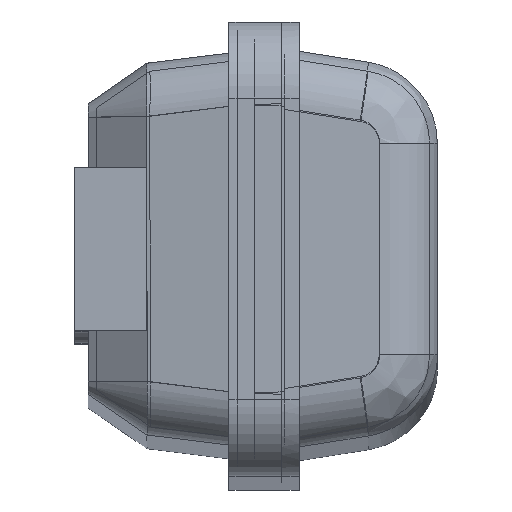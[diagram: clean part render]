
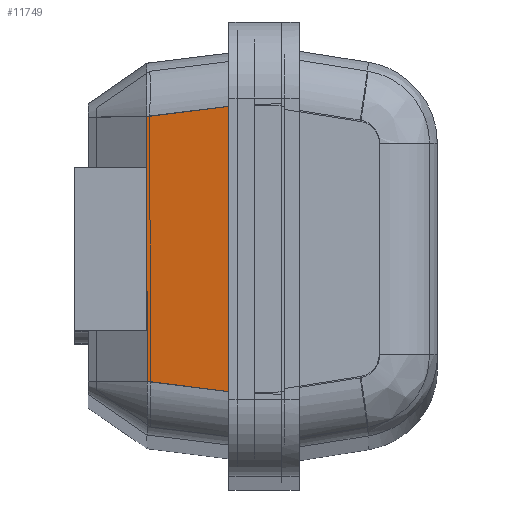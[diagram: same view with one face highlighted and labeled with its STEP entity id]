
A CAD part, top view. The second image highlights one B-rep face of the part: STEP entity #11749.
In plain terms, the highlighted free-form (B-spline) face has degree [3, 1] with [12, 3] control points.
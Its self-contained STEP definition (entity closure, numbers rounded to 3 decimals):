
#149 = CARTESIAN_POINT ( 'NONE',  ( 28.107, -785.674, -30.2 ) ) ;
#209 = CARTESIAN_POINT ( 'NONE',  ( 28.111, -785.864, -31.747 ) ) ;
#266 = CARTESIAN_POINT ( 'NONE',  ( -18.741, -785.864, -31.743 ) ) ;
#450 = ORIENTED_EDGE ( 'NONE', *, *, #6715, .T. ) ;
#530 = CARTESIAN_POINT ( 'NONE',  ( 27.921, -785.674, -30.2 ) ) ;
#569 = CARTESIAN_POINT ( 'NONE',  ( -6.529, -783.702, -14.168 ) ) ;
#732 = CARTESIAN_POINT ( 'NONE',  ( 9.307, -785.674, -30.2 ) ) ;
#771 = CARTESIAN_POINT ( 'NONE',  ( -9.793, -783.702, -14.171 ) ) ;
#993 = CARTESIAN_POINT ( 'NONE',  ( -9.793, -783.702, -14.171 ) ) ;
#1017 = CARTESIAN_POINT ( 'NONE',  ( 25.949, -783.702, -14.137 ) ) ;
#1181 = CARTESIAN_POINT ( 'NONE',  ( 8.65, -783.702, -14.154 ) ) ;
#1192 = CARTESIAN_POINT ( 'NONE',  ( -25.949, -783.702, -14.187 ) ) ;
#1234 = CARTESIAN_POINT ( 'NONE',  ( 28.479, -785.674, -30.2 ) ) ;
#1252 = B_SPLINE_CURVE_WITH_KNOTS ( 'NONE', 3,
 ( #771, #8655, #4727, #6749 ),
 .UNSPECIFIED., .F., .F.,
 ( 4, 4 ),
 ( 0.689, 1. ),
 .UNSPECIFIED. ) ;
#1325 = VERTEX_POINT ( 'NONE', #1192 ) ;
#1730 = CARTESIAN_POINT ( 'NONE',  ( -26.935, -784.688, -22.193 ) ) ;
#2026 = CARTESIAN_POINT ( 'NONE',  ( 27.921, -785.674, -30.2 ) ) ;
#2050 = CARTESIAN_POINT ( 'NONE',  ( 20.57, -783.702, -14.142 ) ) ;
#2052 = VECTOR ( 'NONE', #11609, 1000. ) ;
#2131 = CARTESIAN_POINT ( 'NONE',  ( 25.949, -783.702, -14.137 ) ) ;
#2228 = CARTESIAN_POINT ( 'NONE',  ( 9.37, -785.864, -31.745 ) ) ;
#2484 = B_SPLINE_CURVE_WITH_KNOTS ( 'NONE', 3,
 ( #530, #732, #12578, #3374 ),
 .UNSPECIFIED., .F., .F.,
 ( 4, 4 ),
 ( 0., 1. ),
 .UNSPECIFIED. ) ;
#2568 = EDGE_LOOP ( 'NONE', ( #8474, #7614, #450, #12631, #12355, #3429 ) ) ;
#2706 = LINE ( 'NONE', #1730, #2052 ) ;
#2826 = VECTOR ( 'NONE', #4654, 1000. ) ;
#2897 = EDGE_CURVE ( 'NONE', #8639, #3557, #10614, .T. ) ;
#3180 = CARTESIAN_POINT ( 'NONE',  ( 26.295, -783.702, -14.137 ) ) ;
#3243 = CARTESIAN_POINT ( 'NONE',  ( 28.293, -785.674, -30.2 ) ) ;
#3374 = CARTESIAN_POINT ( 'NONE',  ( -27.921, -785.674, -30.2 ) ) ;
#3429 = ORIENTED_EDGE ( 'NONE', *, *, #2897, .T. ) ;
#3551 = CARTESIAN_POINT ( 'NONE',  ( 3.271, -783.702, -14.159 ) ) ;
#3557 = VERTEX_POINT ( 'NONE', #2131 ) ;
#3715 = B_SPLINE_CURVE_WITH_KNOTS ( 'NONE', 3,
 ( #1017, #2050, #5997, #10023 ),
 .UNSPECIFIED., .F., .F.,
 ( 4, 4 ),
 ( 0., 0.311 ),
 .UNSPECIFIED. ) ;
#3740 = CARTESIAN_POINT ( 'NONE',  ( 6.542, -783.702, -14.156 ) ) ;
#3909 = CARTESIAN_POINT ( 'NONE',  ( -28.486, -785.864, -31.742 ) ) ;
#3972 = CARTESIAN_POINT ( 'NONE',  ( 9.307, -785.674, -30.2 ) ) ;
#4226 = CARTESIAN_POINT ( 'NONE',  ( 25.949, -783.702, -14.137 ) ) ;
#4654 = DIRECTION ( 'NONE',  ( -0.121, 0.121, 0.985 ) ) ;
#4727 = CARTESIAN_POINT ( 'NONE',  ( -20.563, -783.702, -14.182 ) ) ;
#5078 = CARTESIAN_POINT ( 'NONE',  ( -28.298, -785.864, -31.742 ) ) ;
#5138 = CARTESIAN_POINT ( 'NONE',  ( 26.122, -783.702, -14.137 ) ) ;
#5195 = CARTESIAN_POINT ( 'NONE',  ( -17.299, -783.702, -14.179 ) ) ;
#5552 = CARTESIAN_POINT ( 'NONE',  ( -27.921, -785.674, -30.2 ) ) ;
#5721 = B_SPLINE_SURFACE_WITH_KNOTS ( 'NONE', 3, 1, ( 
 ( #9867, #6642, #11844 ),
 ( #8881, #10661, #3909 ),
 ( #11173, #9202, #5078 ),
 ( #6164, #12173, #5910 ),
 ( #5195, #9141, #266 ),
 ( #9932, #10135, #8016 ),
 ( #1181, #3972, #2228 ),
 ( #10991, #12240, #6972 ),
 ( #4226, #2026, #209 ),
 ( #5138, #149, #11115 ),
 ( #3180, #3243, #8946 ),
 ( #10195, #1234, #6105 ) ),
 .UNSPECIFIED., .F., .F., .F.,
 ( 4, 3, 2, 3, 4 ),
 ( 2, 1, 2 ),
 ( -0.01, 0., 0.5, 1., 1.01 ),
 ( 0., 1., 1.096 ),
 .UNSPECIFIED. ) ;
#5910 = CARTESIAN_POINT ( 'NONE',  ( -28.111, -785.864, -31.742 ) ) ;
#5997 = CARTESIAN_POINT ( 'NONE',  ( 15.191, -783.702, -14.147 ) ) ;
#6085 = VERTEX_POINT ( 'NONE', #993 ) ;
#6105 = CARTESIAN_POINT ( 'NONE',  ( 28.673, -785.864, -31.747 ) ) ;
#6164 = CARTESIAN_POINT ( 'NONE',  ( -25.949, -783.702, -14.187 ) ) ;
#6562 = VERTEX_POINT ( 'NONE', #8994 ) ;
#6642 = CARTESIAN_POINT ( 'NONE',  ( -28.479, -785.674, -30.2 ) ) ;
#6715 = EDGE_CURVE ( 'NONE', #6085, #1325, #1252, .T. ) ;
#6749 = CARTESIAN_POINT ( 'NONE',  ( -25.949, -783.702, -14.187 ) ) ;
#6972 = CARTESIAN_POINT ( 'NONE',  ( 18.741, -785.864, -31.746 ) ) ;
#7614 = ORIENTED_EDGE ( 'NONE', *, *, #8381, .F. ) ;
#7757 = B_SPLINE_CURVE_WITH_KNOTS ( 'NONE', 3,
 ( #9520, #569, #11668, #3551, #3740, #11740 ),
 .UNSPECIFIED., .F., .F.,
 ( 4, 2, 4 ),
 ( 0.015, 0.024, 0.034 ),
 .UNSPECIFIED. ) ;
#8016 = CARTESIAN_POINT ( 'NONE',  ( -9.37, -785.864, -31.743 ) ) ;
#8381 = EDGE_CURVE ( 'NONE', #6085, #6562, #7757, .T. ) ;
#8388 = EDGE_CURVE ( 'NONE', #1325, #8462, #2706, .T. ) ;
#8462 = VERTEX_POINT ( 'NONE', #5552 ) ;
#8474 = ORIENTED_EDGE ( 'NONE', *, *, #8796, .T. ) ;
#8639 = VERTEX_POINT ( 'NONE', #10344 ) ;
#8655 = CARTESIAN_POINT ( 'NONE',  ( -15.178, -783.702, -14.176 ) ) ;
#8747 = FACE_OUTER_BOUND ( 'NONE', #2568, .T. ) ;
#8796 = EDGE_CURVE ( 'NONE', #3557, #6562, #3715, .T. ) ;
#8881 = CARTESIAN_POINT ( 'NONE',  ( -26.295, -783.702, -14.187 ) ) ;
#8946 = CARTESIAN_POINT ( 'NONE',  ( 28.486, -785.864, -31.747 ) ) ;
#8994 = CARTESIAN_POINT ( 'NONE',  ( 9.812, -783.702, -14.153 ) ) ;
#9141 = CARTESIAN_POINT ( 'NONE',  ( -18.614, -785.674, -30.2 ) ) ;
#9202 = CARTESIAN_POINT ( 'NONE',  ( -28.107, -785.674, -30.2 ) ) ;
#9358 = EDGE_CURVE ( 'NONE', #8639, #8462, #2484, .T. ) ;
#9520 = CARTESIAN_POINT ( 'NONE',  ( -9.793, -783.702, -14.171 ) ) ;
#9867 = CARTESIAN_POINT ( 'NONE',  ( -26.468, -783.702, -14.187 ) ) ;
#9932 = CARTESIAN_POINT ( 'NONE',  ( -8.65, -783.702, -14.17 ) ) ;
#10023 = CARTESIAN_POINT ( 'NONE',  ( 9.812, -783.702, -14.153 ) ) ;
#10135 = CARTESIAN_POINT ( 'NONE',  ( -9.307, -785.674, -30.2 ) ) ;
#10195 = CARTESIAN_POINT ( 'NONE',  ( 26.468, -783.702, -14.137 ) ) ;
#10344 = CARTESIAN_POINT ( 'NONE',  ( 27.921, -785.674, -30.2 ) ) ;
#10614 = LINE ( 'NONE', #11604, #2826 ) ;
#10661 = CARTESIAN_POINT ( 'NONE',  ( -28.293, -785.674, -30.2 ) ) ;
#10991 = CARTESIAN_POINT ( 'NONE',  ( 17.299, -783.702, -14.145 ) ) ;
#11115 = CARTESIAN_POINT ( 'NONE',  ( 28.298, -785.864, -31.747 ) ) ;
#11173 = CARTESIAN_POINT ( 'NONE',  ( -26.122, -783.702, -14.187 ) ) ;
#11604 = CARTESIAN_POINT ( 'NONE',  ( 26.935, -784.688, -22.169 ) ) ;
#11609 = DIRECTION ( 'NONE',  ( -0.121, -0.121, -0.985 ) ) ;
#11668 = CARTESIAN_POINT ( 'NONE',  ( -3.264, -783.702, -14.165 ) ) ;
#11740 = CARTESIAN_POINT ( 'NONE',  ( 9.812, -783.702, -14.153 ) ) ;
#11749 = ADVANCED_FACE ( 'NONE', ( #8747 ), #5721, .F. ) ;
#11844 = CARTESIAN_POINT ( 'NONE',  ( -28.673, -785.864, -31.742 ) ) ;
#12173 = CARTESIAN_POINT ( 'NONE',  ( -27.921, -785.674, -30.2 ) ) ;
#12240 = CARTESIAN_POINT ( 'NONE',  ( 18.614, -785.674, -30.2 ) ) ;
#12355 = ORIENTED_EDGE ( 'NONE', *, *, #9358, .F. ) ;
#12578 = CARTESIAN_POINT ( 'NONE',  ( -9.307, -785.674, -30.2 ) ) ;
#12631 = ORIENTED_EDGE ( 'NONE', *, *, #8388, .T. ) ;
